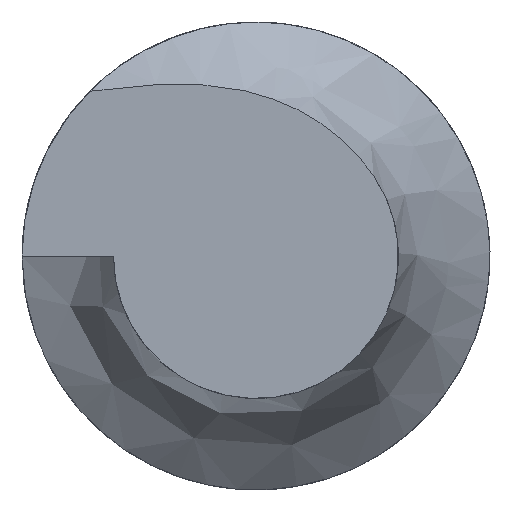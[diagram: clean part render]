
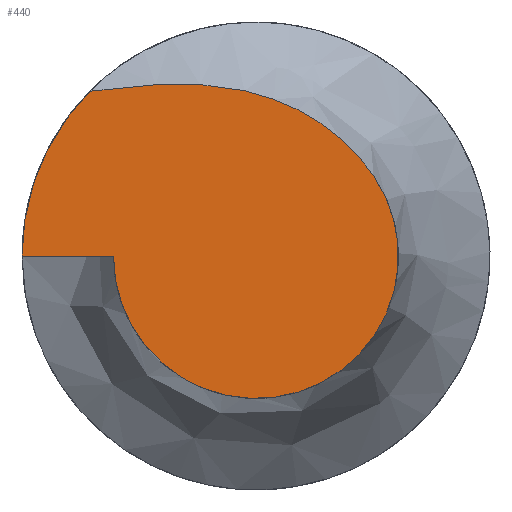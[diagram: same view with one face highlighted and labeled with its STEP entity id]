
A CAD part, front view. The second image highlights one B-rep face of the part: STEP entity #440.
In plain terms, the highlighted planar face has unit normal (0, -1, 0).
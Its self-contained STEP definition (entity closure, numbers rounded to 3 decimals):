
#18=PLANE('',#482);
#51=FACE_OUTER_BOUND('',#76,.T.);
#76=EDGE_LOOP('',(#397,#398,#399,#400));
#81=CIRCLE('',#459,6.16);
#89=CIRCLE('',#475,3.75);
#129=B_SPLINE_CURVE_WITH_KNOTS('',3,(#1697,#1698,#1699,#1700,#1701,#1702,
#1703,#1704,#1705,#1706,#1707,#1708),.UNSPECIFIED.,.F.,.F.,(4,2,2,2,2,4),
(0.,0.311,0.493,0.608,0.666,
0.723),.UNSPECIFIED.);
#145=LINE('',#1826,#159);
#159=VECTOR('',#547,10.);
#165=VERTEX_POINT('',#587);
#166=VERTEX_POINT('',#589);
#200=VERTEX_POINT('',#1387);
#201=VERTEX_POINT('',#1399);
#210=EDGE_CURVE('',#165,#166,#81,.T.);
#255=EDGE_CURVE('',#201,#200,#89,.T.);
#264=EDGE_CURVE('',#166,#200,#129,.T.);
#268=EDGE_CURVE('',#201,#165,#145,.T.);
#397=ORIENTED_EDGE('',*,*,#255,.T.);
#398=ORIENTED_EDGE('',*,*,#264,.F.);
#399=ORIENTED_EDGE('',*,*,#210,.F.);
#400=ORIENTED_EDGE('',*,*,#268,.F.);
#440=ADVANCED_FACE('',(#51),#18,.T.);
#459=AXIS2_PLACEMENT_3D('',#590,#494,#495);
#475=AXIS2_PLACEMENT_3D('',#1400,#534,#535);
#482=AXIS2_PLACEMENT_3D('',#2042,#551,#552);
#494=DIRECTION('center_axis',(0.,1.,0.));
#495=DIRECTION('ref_axis',(1.,0.,0.));
#534=DIRECTION('center_axis',(0.,-1.,0.));
#535=DIRECTION('ref_axis',(1.,0.,0.));
#547=DIRECTION('',(-1.,0.,0.));
#551=DIRECTION('center_axis',(0.,-1.,0.));
#552=DIRECTION('ref_axis',(1.,0.,0.));
#587=CARTESIAN_POINT('',(-6.16,-50.,0.));
#589=CARTESIAN_POINT('',(-4.373,-50.,4.338));
#590=CARTESIAN_POINT('Origin',(0.,-50.,0.));
#1387=CARTESIAN_POINT('',(3.093,-50.,2.12));
#1399=CARTESIAN_POINT('',(-3.75,-50.,0.));
#1400=CARTESIAN_POINT('Origin',(0.,-50.,0.));
#1697=CARTESIAN_POINT('Ctrl Pts',(-4.373,-50.,4.338));
#1698=CARTESIAN_POINT('Ctrl Pts',(-3.34,-50.,4.436));
#1699=CARTESIAN_POINT('Ctrl Pts',(-1.979,-50.,4.683));
#1700=CARTESIAN_POINT('Ctrl Pts',(0.368,-50.,4.225));
#1701=CARTESIAN_POINT('Ctrl Pts',(1.028,-50.,3.922));
#1702=CARTESIAN_POINT('Ctrl Pts',(1.828,-50.,3.425));
#1703=CARTESIAN_POINT('Ctrl Pts',(2.119,-50.,3.203));
#1704=CARTESIAN_POINT('Ctrl Pts',(2.516,-50.,2.826));
#1705=CARTESIAN_POINT('Ctrl Pts',(2.642,-50.,2.693));
#1706=CARTESIAN_POINT('Ctrl Pts',(2.879,-50.,2.415));
#1707=CARTESIAN_POINT('Ctrl Pts',(2.99,-50.,2.27));
#1708=CARTESIAN_POINT('Ctrl Pts',(3.093,-50.,2.12));
#1826=CARTESIAN_POINT('',(-2.225,-50.,0.));
#2042=CARTESIAN_POINT('Origin',(0.,-50.,0.));
